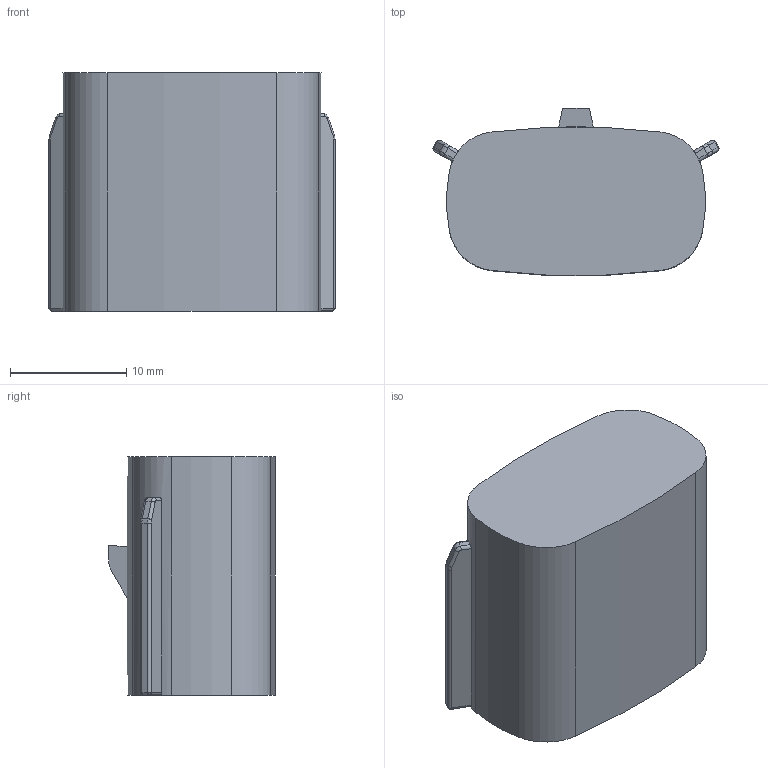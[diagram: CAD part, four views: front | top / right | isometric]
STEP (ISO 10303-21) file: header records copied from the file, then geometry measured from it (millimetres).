
FILE_DESCRIPTION(('CoCreate Modeling STEP Export'),'2;1');
FILE_NAME('CM-150-S-004-1-A03.stp','2014-07-09T16:34:46',(''),(''),'CoCreate Modeling STEP processor for AP214 (Solid Model)','CoCreate Modeling 17.0B 09-Oct-2010 (C) Parametric Technology GmbH','');
FILE_SCHEMA(('AUTOMOTIVE_DESIGN { 1 0 10303 214 1 1 1 1 }'));
Length unit declared in the file: millimetre
Products named in the file (2): CM-150-S-004-1-A03
Assembly tree (1 placements, depth 2):
  CM-150-S-004-1-A03
    CM-150-S-004-1-A03
Bounding box: 24.64 x 14.36 x 20.5 mm (x, y, z)
Volume: 1995.5 mm3; surface area: 2972.6 mm2
Topology: 1 solids, 1 shells, 132 faces, 337 edges, 208 vertices
Faces by surface type: cylinder 55, plane 47, torus 16, cone 8, sphere 6
Entity records: 4320 total; most frequent: CARTESIAN_POINT 1025, DIRECTION 727, ORIENTED_EDGE 662, EDGE_CURVE 331, AXIS2_PLACEMENT_3D 278, VERTEX_POINT 208, VECTOR 171, LINE 171
